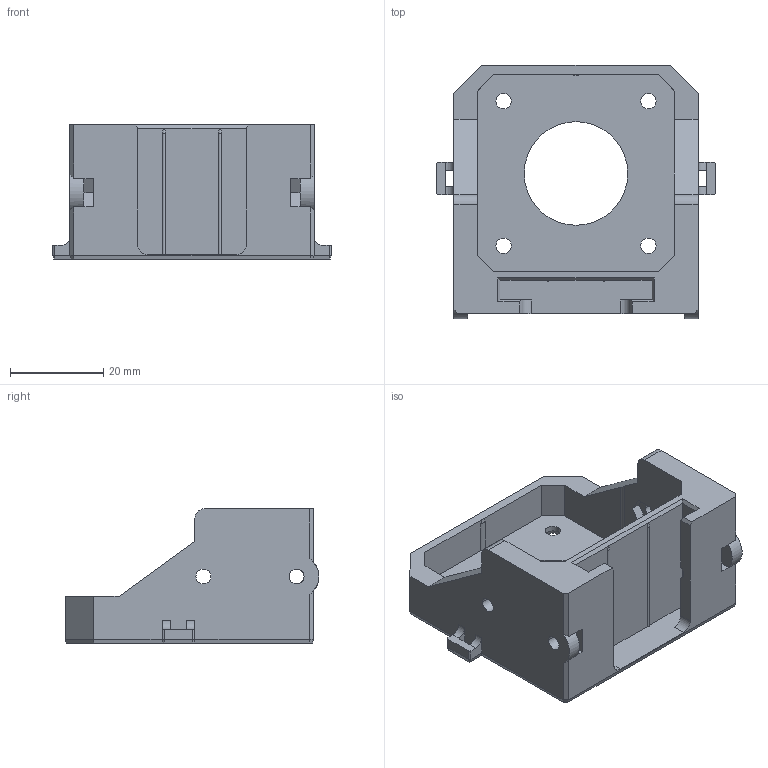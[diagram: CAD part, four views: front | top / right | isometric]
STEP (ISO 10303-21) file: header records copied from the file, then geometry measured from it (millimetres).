
FILE_DESCRIPTION (( 'STEP AP203' ), '1' );
FILE_NAME ('v2_extruder_mount.STEP', '2018-02-17T11:43:13', ( 'Admin' ), ( '' ), 'SwSTEP 2.0', 'SolidWorks 2013', '' );
FILE_SCHEMA (( 'CONFIG_CONTROL_DESIGN' ));
Length unit declared in the file: millimetre
Products named in the file (1): v2_extruder_mount
Bounding box: 59.66 x 54.28 x 28.8 mm (x, y, z)
Volume: 19452.6 mm3; surface area: 13393.7 mm2
Topology: 1 solids, 1 shells, 183 faces, 499 edges, 316 vertices
Faces by surface type: plane 114, cylinder 47, cone 22
Entity records: 5875 total; most frequent: CARTESIAN_POINT 1080, ORIENTED_EDGE 998, DIRECTION 965, EDGE_CURVE 499, VECTOR 363, LINE 363, VERTEX_POINT 316, AXIS2_PLACEMENT_3D 301
